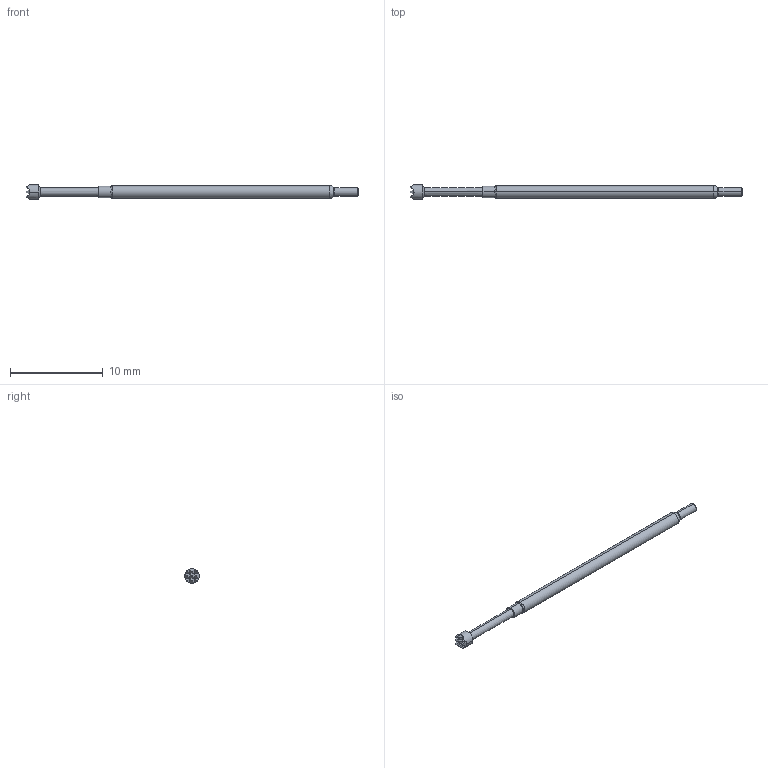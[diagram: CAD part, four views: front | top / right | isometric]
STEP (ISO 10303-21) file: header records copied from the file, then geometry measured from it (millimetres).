
FILE_DESCRIPTION (( 'STEP AP214' ), '1' );
FILE_NAME ('X75-PRP2509_-_.STEP', '2016-03-31T12:28:15', ( 'spare' ), ( '' ), 'SwSTEP 2.0', 'SolidWorks 2016', '' );
FILE_SCHEMA (( 'AUTOMOTIVE_DESIGN' ));
Length unit declared in the file: inch
Products named in the file (1): X75-PRP2509_-_
Bounding box: 35.81 x 1.57 x 1.57 mm (x, y, z)
Volume: 45.1 mm3; surface area: 145.6 mm2
Topology: 1 solids, 1 shells, 72 faces, 186 edges, 118 vertices
Faces by surface type: plane 48, cylinder 8, cone 8, torus 8
Entity records: 3146 total; most frequent: CARTESIAN_POINT 443, ORIENTED_EDGE 372, DIRECTION 354, EDGE_CURVE 186, LINE 120, VECTOR 120, VERTEX_POINT 118, AXIS2_PLACEMENT_3D 117
